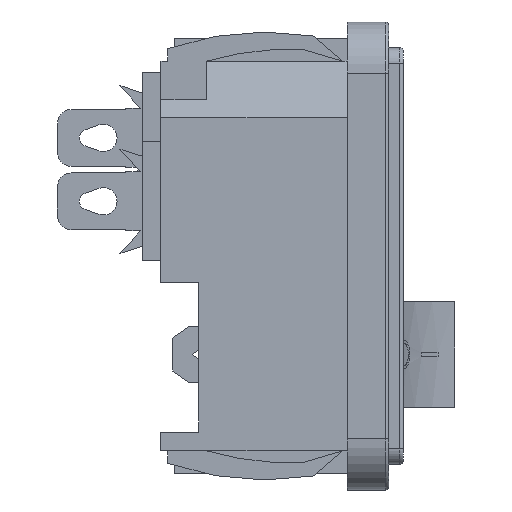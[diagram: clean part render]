
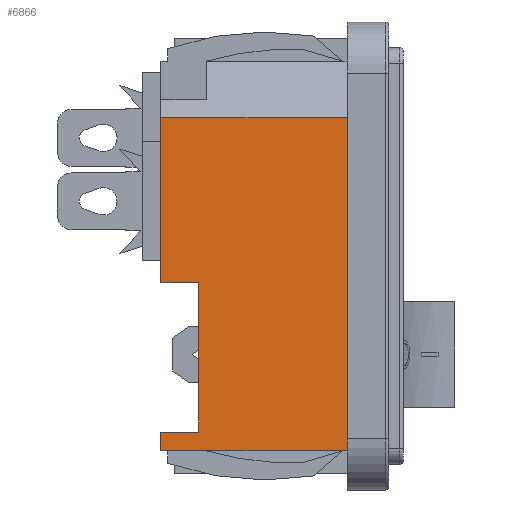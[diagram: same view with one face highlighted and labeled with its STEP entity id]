
A CAD part, left-side view. The second image highlights one B-rep face of the part: STEP entity #6866.
In plain terms, the highlighted planar face has unit normal (-1, 0, 0).
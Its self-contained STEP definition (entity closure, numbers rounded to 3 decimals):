
#484=FACE_OUTER_BOUND('',#856,.T.);
#856=EDGE_LOOP('',(#5259,#5260,#5261,#5262,#5263,#5264,#5265,#5266));
#1149=LINE('',#9648,#2016);
#1296=LINE('',#10054,#2163);
#1325=LINE('',#10109,#2192);
#1391=LINE('',#10248,#2258);
#1429=LINE('',#10322,#2296);
#1434=LINE('',#10331,#2301);
#1439=LINE('',#10340,#2306);
#1441=LINE('',#10344,#2308);
#2016=VECTOR('',#7802,10.);
#2163=VECTOR('',#8185,10.);
#2192=VECTOR('',#8230,10.);
#2258=VECTOR('',#8354,10.);
#2296=VECTOR('',#8434,10.);
#2301=VECTOR('',#8441,10.);
#2306=VECTOR('',#8452,10.);
#2308=VECTOR('',#8458,10.);
#2866=VERTEX_POINT('',#9645);
#2867=VERTEX_POINT('',#9647);
#3007=VERTEX_POINT('',#10051);
#3008=VERTEX_POINT('',#10053);
#3069=VERTEX_POINT('',#10245);
#3070=VERTEX_POINT('',#10247);
#3085=VERTEX_POINT('',#10321);
#3087=VERTEX_POINT('',#10326);
#3531=EDGE_CURVE('',#2867,#2866,#1149,.T.);
#3734=EDGE_CURVE('',#3007,#3008,#1296,.T.);
#3765=EDGE_CURVE('',#2867,#3007,#1325,.T.);
#3831=EDGE_CURVE('',#3070,#3069,#1391,.T.);
#3869=EDGE_CURVE('',#3085,#3070,#1429,.T.);
#3874=EDGE_CURVE('',#3087,#3085,#1434,.T.);
#3879=EDGE_CURVE('',#3087,#2866,#1439,.T.);
#3881=EDGE_CURVE('',#3008,#3069,#1441,.T.);
#5259=ORIENTED_EDGE('',*,*,#3831,.T.);
#5260=ORIENTED_EDGE('',*,*,#3881,.F.);
#5261=ORIENTED_EDGE('',*,*,#3734,.F.);
#5262=ORIENTED_EDGE('',*,*,#3765,.F.);
#5263=ORIENTED_EDGE('',*,*,#3531,.T.);
#5264=ORIENTED_EDGE('',*,*,#3879,.F.);
#5265=ORIENTED_EDGE('',*,*,#3874,.T.);
#5266=ORIENTED_EDGE('',*,*,#3869,.T.);
#6551=PLANE('',#7416);
#6866=ADVANCED_FACE('',(#484),#6551,.T.);
#7416=AXIS2_PLACEMENT_3D('',#10343,#8456,#8457);
#7802=DIRECTION('',(0.,1.,0.));
#8185=DIRECTION('',(0.,1.,0.));
#8230=DIRECTION('',(0.,0.,-1.));
#8354=DIRECTION('',(0.,1.,0.));
#8434=DIRECTION('',(0.,0.,-1.));
#8441=DIRECTION('',(0.,-1.,0.));
#8452=DIRECTION('',(0.,0.,1.));
#8456=DIRECTION('center_axis',(-1.,0.,0.));
#8457=DIRECTION('ref_axis',(0.,0.,1.));
#8458=DIRECTION('',(0.,0.,1.));
#9645=CARTESIAN_POINT('',(-13.45,16.4,12.15));
#9647=CARTESIAN_POINT('',(-13.45,0.,12.15));
#9648=CARTESIAN_POINT('',(-13.45,0.,12.15));
#10051=CARTESIAN_POINT('',(-13.45,0.,-17.15));
#10053=CARTESIAN_POINT('',(-13.45,16.4,-17.15));
#10054=CARTESIAN_POINT('',(-13.45,0.,-17.15));
#10109=CARTESIAN_POINT('',(-13.45,0.,-8.575));
#10245=CARTESIAN_POINT('',(-13.45,16.4,-15.5));
#10247=CARTESIAN_POINT('',(-13.45,13.05,-15.5));
#10248=CARTESIAN_POINT('',(-13.45,8.2,-15.5));
#10321=CARTESIAN_POINT('',(-13.45,13.05,-2.3));
#10322=CARTESIAN_POINT('',(-13.45,13.05,-16.325));
#10326=CARTESIAN_POINT('',(-13.45,16.4,-2.3));
#10331=CARTESIAN_POINT('',(-13.45,6.525,-2.3));
#10340=CARTESIAN_POINT('',(-13.45,16.4,12.15));
#10343=CARTESIAN_POINT('Origin',(-13.45,0.,-17.15));
#10344=CARTESIAN_POINT('',(-13.45,16.4,12.15));
